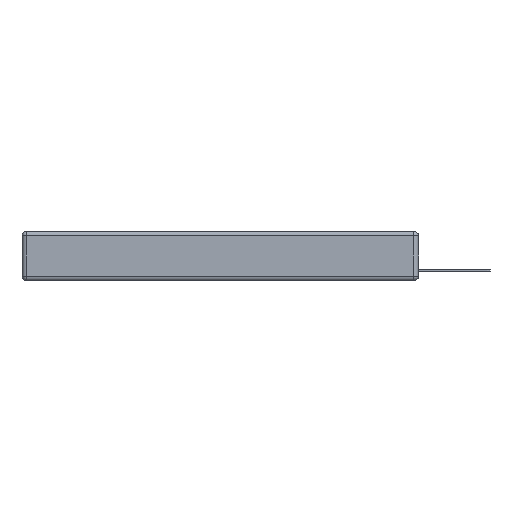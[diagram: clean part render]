
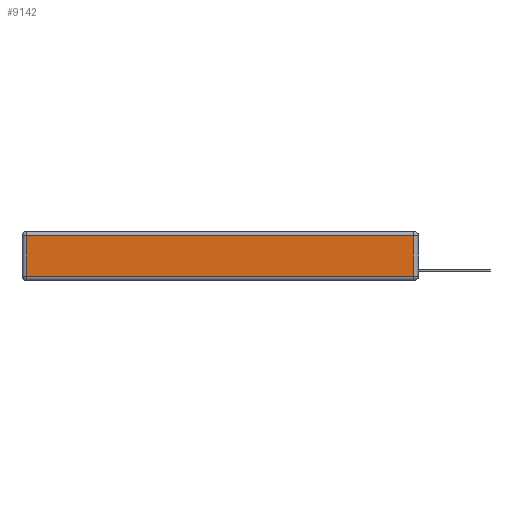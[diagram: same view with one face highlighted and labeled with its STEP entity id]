
A CAD part, left-side view. The second image highlights one B-rep face of the part: STEP entity #9142.
In plain terms, the highlighted planar face has unit normal (-1, 0, 0).
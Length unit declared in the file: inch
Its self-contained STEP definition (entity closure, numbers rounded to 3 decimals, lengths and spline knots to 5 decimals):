
#281 = LINE ( 'NONE', #12369, #2412 ) ;
#379 = EDGE_LOOP ( 'NONE', ( #6677, #12054, #5893, #3354 ) ) ;
#394 = DIRECTION ( 'NONE',  ( 0., 0., 1. ) ) ;
#466 = CARTESIAN_POINT ( 'NONE',  ( 0., 0., -0.343 ) ) ;
#1256 = DIRECTION ( 'NONE',  ( 0., 0., 1. ) ) ;
#1266 = AXIS2_PLACEMENT_3D ( 'NONE', #466, #3787, #394 ) ;
#1391 = VERTEX_POINT ( 'NONE', #12449 ) ;
#2412 = VECTOR ( 'NONE', #4783, 39.37008 ) ;
#2714 = EDGE_CURVE ( 'NONE', #13451, #13196, #9300, .T. ) ;
#2876 = CARTESIAN_POINT ( 'NONE',  ( 0., 2.72, -0.343 ) ) ;
#2882 = EDGE_CURVE ( 'NONE', #8412, #1391, #9590, .T. ) ;
#2888 = EDGE_CURVE ( 'NONE', #1391, #13451, #10772, .T. ) ;
#3120 = EDGE_CURVE ( 'NONE', #13196, #8412, #281, .T. ) ;
#3313 = DIRECTION ( 'NONE',  ( 0., -1., 0. ) ) ;
#3354 = ORIENTED_EDGE ( 'NONE', *, *, #2882, .T. ) ;
#3546 = CARTESIAN_POINT ( 'NONE',  ( 0., 0.03, -0.343 ) ) ;
#3574 = VECTOR ( 'NONE', #3313, 39.37008 ) ;
#3787 = DIRECTION ( 'NONE',  ( -1., 0., 0. ) ) ;
#4783 = DIRECTION ( 'NONE',  ( 0., 1., 0. ) ) ;
#5184 = FACE_OUTER_BOUND ( 'NONE', #379, .T. ) ;
#5318 = CARTESIAN_POINT ( 'NONE',  ( 0., 2.72, -0.03 ) ) ;
#5698 = VECTOR ( 'NONE', #6268, 39.37008 ) ;
#5893 = ORIENTED_EDGE ( 'NONE', *, *, #3120, .T. ) ;
#6268 = DIRECTION ( 'NONE',  ( 0., 0., -1. ) ) ;
#6459 = VECTOR ( 'NONE', #1256, 39.37008 ) ;
#6677 = ORIENTED_EDGE ( 'NONE', *, *, #2888, .T. ) ;
#8412 = VERTEX_POINT ( 'NONE', #5318 ) ;
#8855 = CARTESIAN_POINT ( 'NONE',  ( 0., 0.03, -0.313 ) ) ;
#9142 = ADVANCED_FACE ( 'NONE', ( #5184 ), #14064, .T. ) ;
#9300 = LINE ( 'NONE', #3546, #6459 ) ;
#9590 = LINE ( 'NONE', #2876, #5698 ) ;
#10772 = LINE ( 'NONE', #10996, #3574 ) ;
#10996 = CARTESIAN_POINT ( 'NONE',  ( 0., 0., -0.313 ) ) ;
#12054 = ORIENTED_EDGE ( 'NONE', *, *, #2714, .T. ) ;
#12256 = CARTESIAN_POINT ( 'NONE',  ( 0., 0.03, -0.03 ) ) ;
#12369 = CARTESIAN_POINT ( 'NONE',  ( 0., 2.75, -0.03 ) ) ;
#12449 = CARTESIAN_POINT ( 'NONE',  ( 0., 2.72, -0.313 ) ) ;
#13196 = VERTEX_POINT ( 'NONE', #12256 ) ;
#13451 = VERTEX_POINT ( 'NONE', #8855 ) ;
#14064 = PLANE ( 'NONE',  #1266 ) ;
